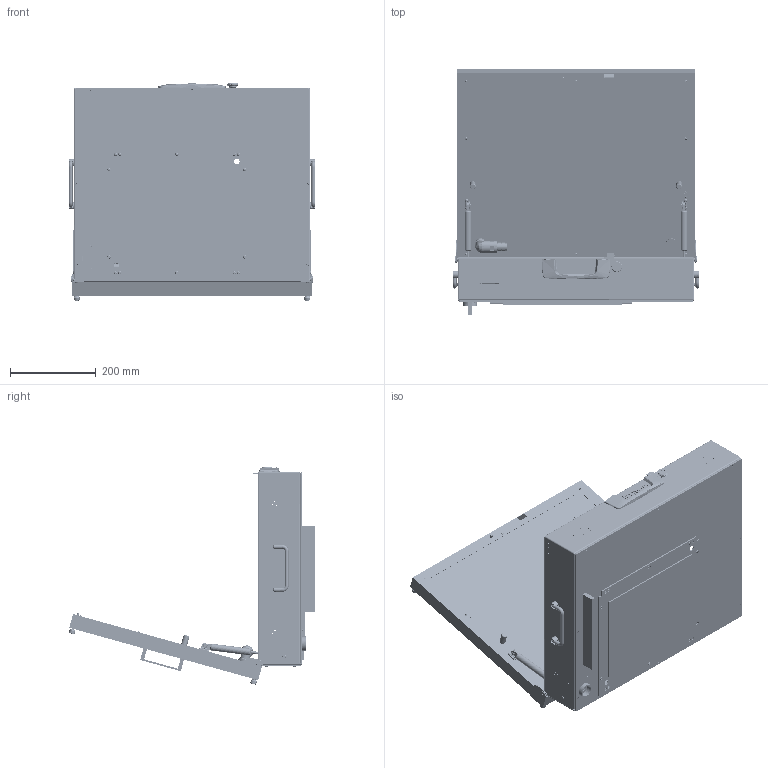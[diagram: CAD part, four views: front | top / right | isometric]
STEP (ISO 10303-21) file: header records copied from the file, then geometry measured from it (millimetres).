
FILE_DESCRIPTION (( 'STEP AP214' ), '1' );
FILE_NAME ('INGUN_114657_open.STEP', '2025-07-28T12:14:29', ( '' ), ( '' ), 'SwSTEP 2.0', 'SolidWorks 2023', '' );
FILE_SCHEMA (( 'AUTOMOTIVE_DESIGN' ));
Length unit declared in the file: millimetre
Products named in the file (73): 112079~10_S; 113483~0_S; 114196_003~0; ISO7380~n_M04,0x010; DIN_6799_-_A2~n_d 5; 116281~0_S; 113614~0; 116283~0_S; K_02037~0_Standard ohne Dyn Punkt<Standard>; 112078~4_S; 11683~0; DIN7991~n_M04,0x012; 113686~3_S; 116542~2_S; 116128~1_S; Gewindebuchse~n_M04-05,0 geschlossen; DIN934~n_M04,0 A2; ISO7380~n_M03,0x005; 116284~0_S; 112992~2_S; 114364~0_S; Gewindebuchse~n_M04-07,5 offen; DIN125~n_05,3 M05,0 Fase VA; 5332~0; INFO_4562~3_Typenschild 1010; 112024~0_S; DIN7~n_04,0m6x004; 101945~3; DIN985-A2~n_M04,0; 19420~3; 100974~1_KUNDE<S>; DIN125~n_04,3 M04,0 VA; 112025~4_S; 9905~1_S; 114607~0_S; 116832~0_S; 11657~0; 50891~2_KUNDE<S>; DIN7991~n_M03,0x010; 113687~4_S ...
Assembly tree (166 placements, depth 5):
  INGUN_114657_open
    113687~4_S
      113686~3_S
      32171~1_S
      112992~2_S  x2
      49317~0  x2
      114196~0  x2
        114196_001~0
        114196_002~0
        114196_003~0
        114196_004~0_S
      DIN912~n_M04,0x016
      112024~0_S
      112025~4_S
      DIN125~n_04,3 M04,0 VA
      DIN985-A2~n_M04,0
      112026~0_Mitte<S>
      ISO7380~n_M03,0x005
      114364~0_S
      DIN934~n_M04,0 A2
      116832~0_S
        116542~2_S
        DIN913~n_M03,0x06 VA
        114364~0_S
    112085~11_KUNDE<S>
      115766~1_S
        112080~6_S
        Gewindebuchse~n_M04-07,5 offen  x4
        Gewindebuchse~n_M04-05,0 geschlossen  x7
      112078~4_S
      112079~10_S
      100974~1_KUNDE<S>
      105791~0  x4
      ASR~asr_Øi05,2x03xØa10  x12
      112838~2_S  x4
      116128~1_S  x2
      116281~0_S  x2
        116282~0_S
          116283~0_S
          DIN125~n_05,3 M05,0 Fase VA
          116284~0_S
        49317~0
        ISO7380~n_M04,0x006
      1607~1  x2
      ISO7380~n_M04,0x012  x4
      19420~3
      11657~0
      ISO7380~n_M03,0x006  x8
      2196~7  x2
      DIN7991~n_M04,0x012  x2
      2229~6  x2
      5332~0  x2
      DIN7~n_04,0m6x004  x2
      DIN_6799_-_A2~n_d 5  x4
      42751~1_S
      INFO_4562~3_Typenschild 1010
      11683~0
      DIN985-A2~n_M04,0  x2
      114607~0_S
      11655~0
Bounding box: 574 x 573.04 x 505.94 mm (x, y, z)
Volume: 6160637.2 mm3; surface area: 2616233.9 mm2
Topology: 166 solids, 166 shells, 9326 faces, 22093 edges, 13551 vertices
Faces by surface type: plane 3289, cylinder 3041, bspline 2394, cone 406, torus 188, sphere 8
Entity records: 235568 total; most frequent: CARTESIAN_POINT 123419, ORIENTED_EDGE 25454, DIRECTION 16927, EDGE_CURVE 12727, VERTEX_POINT 7580, AXIS2_PLACEMENT_3D 6337, EDGE_LOOP 6093, FACE_OUTER_BOUND 5482
